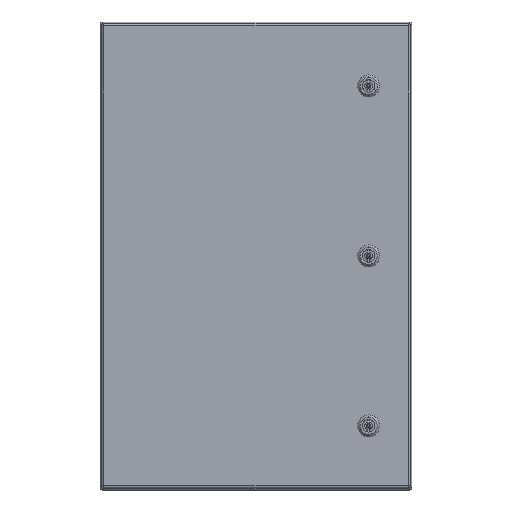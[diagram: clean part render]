
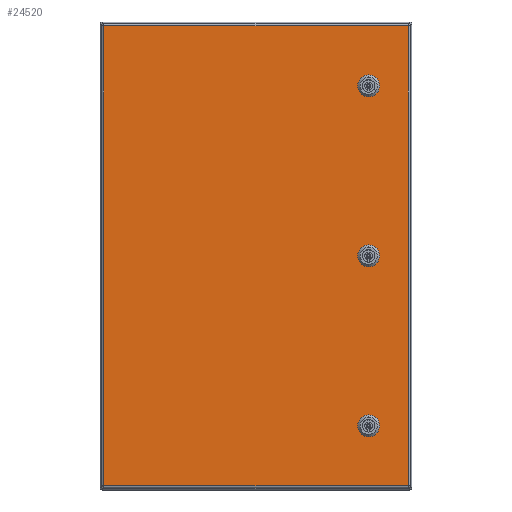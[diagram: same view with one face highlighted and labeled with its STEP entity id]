
A CAD part, top view. The second image highlights one B-rep face of the part: STEP entity #24520.
In plain terms, the highlighted planar face has unit normal (0, 0, 1).
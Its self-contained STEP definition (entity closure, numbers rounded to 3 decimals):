
#9001=AXIS2_PLACEMENT_3D('Circle Axis2P3D',#8999,#9000,$) ;
#9013=AXIS2_PLACEMENT_3D('Circle Axis2P3D',#9011,#9012,$) ;
#24444=AXIS2_PLACEMENT_3D('Plane Axis2P3D',#24441,#24442,#24443) ;
#24482=AXIS2_PLACEMENT_3D('Circle Axis2P3D',#24480,#24481,$) ;
#24491=AXIS2_PLACEMENT_3D('Circle Axis2P3D',#24489,#24490,$) ;
#24500=AXIS2_PLACEMENT_3D('Circle Axis2P3D',#24498,#24499,$) ;
#24509=AXIS2_PLACEMENT_3D('Circle Axis2P3D',#24507,#24508,$) ;
#8989=CARTESIAN_POINT('Vertex',(344.5,68.,201.5)) ;
#8996=CARTESIAN_POINT('Vertex',(344.5,96.,201.5)) ;
#8999=CARTESIAN_POINT('Axis2P3D Location',(344.5,82.,201.5)) ;
#9011=CARTESIAN_POINT('Axis2P3D Location',(344.5,82.,201.5)) ;
#24441=CARTESIAN_POINT('Axis2P3D Location',(200.,300.,201.5)) ;
#24446=CARTESIAN_POINT('Line Origine',(395.,300.,201.5)) ;
#24450=CARTESIAN_POINT('Vertex',(395.,5.,201.5)) ;
#24452=CARTESIAN_POINT('Vertex',(395.,595.,201.5)) ;
#24455=CARTESIAN_POINT('Line Origine',(200.,595.,201.5)) ;
#24459=CARTESIAN_POINT('Vertex',(5.,595.,201.5)) ;
#24462=CARTESIAN_POINT('Line Origine',(5.,300.,201.5)) ;
#24466=CARTESIAN_POINT('Vertex',(5.,5.,201.5)) ;
#24469=CARTESIAN_POINT('Line Origine',(200.,5.,201.5)) ;
#24480=CARTESIAN_POINT('Axis2P3D Location',(344.5,300.,201.5)) ;
#24484=CARTESIAN_POINT('Vertex',(344.5,314.,201.5)) ;
#24486=CARTESIAN_POINT('Vertex',(344.5,286.,201.5)) ;
#24489=CARTESIAN_POINT('Axis2P3D Location',(344.5,300.,201.5)) ;
#24498=CARTESIAN_POINT('Axis2P3D Location',(344.5,518.,201.5)) ;
#24502=CARTESIAN_POINT('Vertex',(344.5,532.,201.5)) ;
#24504=CARTESIAN_POINT('Vertex',(344.5,504.,201.5)) ;
#24507=CARTESIAN_POINT('Axis2P3D Location',(344.5,518.,201.5)) ;
#9000=DIRECTION('Axis2P3D Direction',(0.,0.,1.)) ;
#9012=DIRECTION('Axis2P3D Direction',(0.,0.,1.)) ;
#24442=DIRECTION('Axis2P3D Direction',(0.,0.,1.)) ;
#24443=DIRECTION('Axis2P3D XDirection',(1.,0.,0.)) ;
#24447=DIRECTION('Vector Direction',(0.,1.,0.)) ;
#24456=DIRECTION('Vector Direction',(-1.,0.,0.)) ;
#24463=DIRECTION('Vector Direction',(0.,-1.,0.)) ;
#24470=DIRECTION('Vector Direction',(1.,0.,0.)) ;
#24481=DIRECTION('Axis2P3D Direction',(0.,0.,1.)) ;
#24490=DIRECTION('Axis2P3D Direction',(0.,0.,1.)) ;
#24499=DIRECTION('Axis2P3D Direction',(0.,0.,1.)) ;
#24508=DIRECTION('Axis2P3D Direction',(0.,0.,1.)) ;
#24448=VECTOR('Line Direction',#24447,1.) ;
#24457=VECTOR('Line Direction',#24456,1.) ;
#24464=VECTOR('Line Direction',#24463,1.) ;
#24471=VECTOR('Line Direction',#24470,1.) ;
#24475=ORIENTED_EDGE('',*,*,#24454,.T.) ;
#24476=ORIENTED_EDGE('',*,*,#24461,.T.) ;
#24477=ORIENTED_EDGE('',*,*,#24468,.T.) ;
#24478=ORIENTED_EDGE('',*,*,#24473,.T.) ;
#24495=ORIENTED_EDGE('',*,*,#24488,.F.) ;
#24496=ORIENTED_EDGE('',*,*,#24493,.F.) ;
#24513=ORIENTED_EDGE('',*,*,#24506,.F.) ;
#24514=ORIENTED_EDGE('',*,*,#24511,.F.) ;
#24517=ORIENTED_EDGE('',*,*,#9003,.F.) ;
#24518=ORIENTED_EDGE('',*,*,#9015,.F.) ;
#24497=FACE_BOUND('',#24494,.T.) ;
#24515=FACE_BOUND('',#24512,.T.) ;
#24519=FACE_BOUND('',#24516,.T.) ;
#24520=ADVANCED_FACE('Hauptk\X2\00F6\X0\rper',(#24479,#24497,#24515,#24519),#24445,.T.) ;
#9002=CIRCLE('generated circle',#9001,14.) ;
#9014=CIRCLE('generated circle',#9013,14.) ;
#24483=CIRCLE('generated circle',#24482,14.) ;
#24492=CIRCLE('generated circle',#24491,14.) ;
#24501=CIRCLE('generated circle',#24500,14.) ;
#24510=CIRCLE('generated circle',#24509,14.) ;
#9003=EDGE_CURVE('',#8997,#8990,#9002,.T.) ;
#9015=EDGE_CURVE('',#8990,#8997,#9014,.T.) ;
#24454=EDGE_CURVE('',#24451,#24453,#24449,.T.) ;
#24461=EDGE_CURVE('',#24453,#24460,#24458,.T.) ;
#24468=EDGE_CURVE('',#24460,#24467,#24465,.T.) ;
#24473=EDGE_CURVE('',#24467,#24451,#24472,.T.) ;
#24488=EDGE_CURVE('',#24485,#24487,#24483,.T.) ;
#24493=EDGE_CURVE('',#24487,#24485,#24492,.T.) ;
#24506=EDGE_CURVE('',#24503,#24505,#24501,.T.) ;
#24511=EDGE_CURVE('',#24505,#24503,#24510,.T.) ;
#24474=EDGE_LOOP('',(#24475,#24476,#24477,#24478)) ;
#24494=EDGE_LOOP('',(#24495,#24496)) ;
#24512=EDGE_LOOP('',(#24513,#24514)) ;
#24516=EDGE_LOOP('',(#24517,#24518)) ;
#24479=FACE_OUTER_BOUND('',#24474,.T.) ;
#24449=LINE('Line',#24446,#24448) ;
#24458=LINE('Line',#24455,#24457) ;
#24465=LINE('Line',#24462,#24464) ;
#24472=LINE('Line',#24469,#24471) ;
#24445=PLANE('',#24444) ;
#8990=VERTEX_POINT('',#8989) ;
#8997=VERTEX_POINT('',#8996) ;
#24451=VERTEX_POINT('',#24450) ;
#24453=VERTEX_POINT('',#24452) ;
#24460=VERTEX_POINT('',#24459) ;
#24467=VERTEX_POINT('',#24466) ;
#24485=VERTEX_POINT('',#24484) ;
#24487=VERTEX_POINT('',#24486) ;
#24503=VERTEX_POINT('',#24502) ;
#24505=VERTEX_POINT('',#24504) ;
